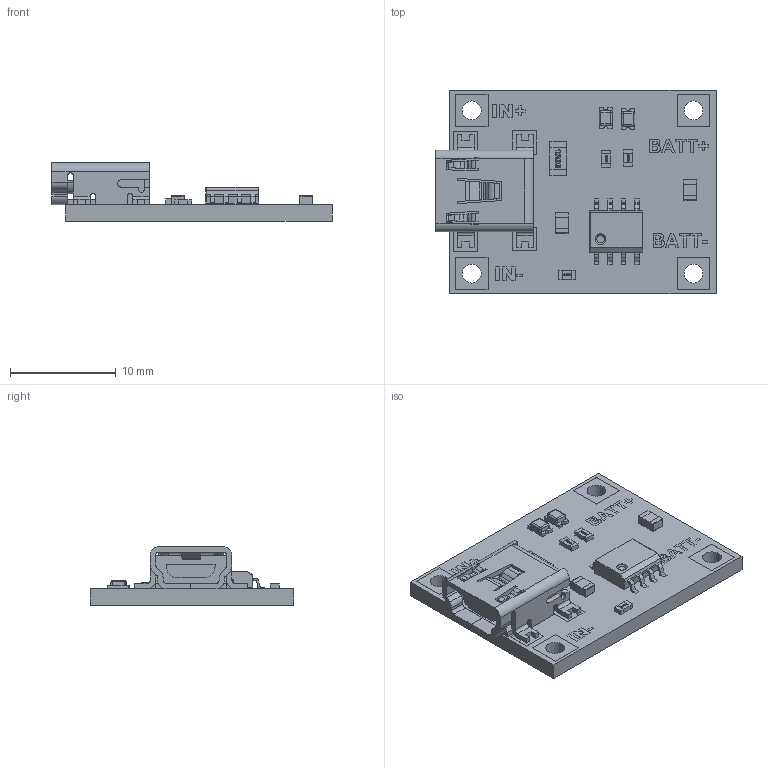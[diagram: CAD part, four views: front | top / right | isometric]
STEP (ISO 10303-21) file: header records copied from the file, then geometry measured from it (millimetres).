
FILE_DESCRIPTION(/* description */ ('Unknown'),/* implementation_level */ '2;1');
FILE_NAME(/* name */ 'Lipo Charger',/* time_stamp */ '2018-10-29T16:41:08-04:00',/* author */ ('Unknown'),/* organization */ ('Unknown'),/* preprocessor_version */ 'ST-DEVELOPER v16.7',/* originating_system */ 'DEX',/* authorisation */ $);
FILE_SCHEMA (('AUTOMOTIVE_DESIGN {1 0 10303 214 3 1 1}'));
Length unit declared in the file: millimetre
Products named in the file (9): Lipo Charger; bOARD; 0603 Resistor; 0805 Capacitor; SOIC-8-150; LED - 0805 - Blue; LED - 0805 - Red; User Library-USB_mini_B; 1206 Resistor
Assembly tree (11 placements, depth 2):
  Lipo Charger
    bOARD
    0603 Resistor  x3
    0805 Capacitor  x2
    SOIC-8-150
    LED - 0805 - Blue
    LED - 0805 - Red
    User Library-USB_mini_B
    1206 Resistor
Bounding box: 26.44 x 19.18 x 5.52 mm (x, y, z)
Volume: 955.5 mm3; surface area: 1868 mm2
Topology: 11 solids, 31 shells, 1169 faces, 2916 edges, 1872 vertices
Faces by surface type: plane 860, cylinder 177, bspline 121, sphere 10, torus 1
Full cylindrical faces by diameter (mm): 0.8 x2, 1 x1, 1.778 x4
Entity records: 42025 total; most frequent: CARTESIAN_POINT 10244, ORIENTED_EDGE 5324, DIRECTION 4254, EDGE_CURVE 2662, VERTEX_POINT 1722, LINE 1694, VECTOR 1694, AXIS2_PLACEMENT_3D 1280
